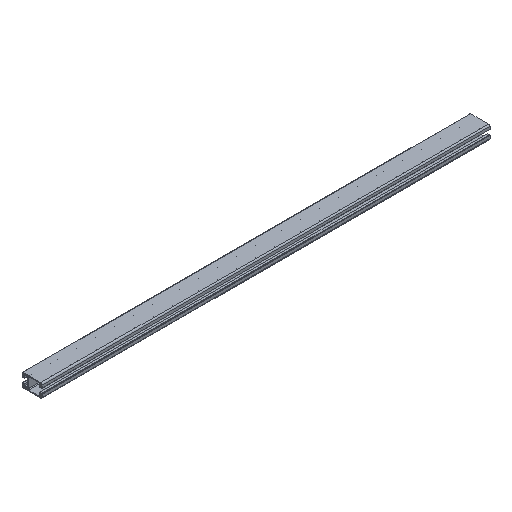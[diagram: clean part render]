
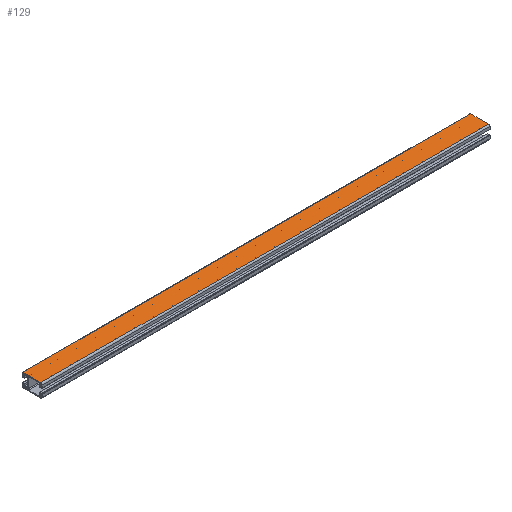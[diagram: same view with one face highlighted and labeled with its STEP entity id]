
A CAD part, isometric view. The second image highlights one B-rep face of the part: STEP entity #129.
In plain terms, the highlighted planar face has unit normal (0, 0, 1).
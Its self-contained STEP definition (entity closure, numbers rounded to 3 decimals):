
#129=ADVANCED_FACE('',(#262),#263,.T.);
#262=FACE_OUTER_BOUND('',#396,.T.);
#263=PLANE('',#397);
#396=EDGE_LOOP('',(#679,#680,#681,#682));
#397=AXIS2_PLACEMENT_3D('',#683,#684,#685);
#679=ORIENTED_EDGE('',*,*,#965,.T.);
#680=ORIENTED_EDGE('',*,*,#966,.F.);
#681=ORIENTED_EDGE('',*,*,#967,.T.);
#682=ORIENTED_EDGE('',*,*,#962,.T.);
#683=CARTESIAN_POINT('',(0.0,0.5,15.0));
#684=DIRECTION('',(0.0,0.0,1.0));
#685=DIRECTION('',(0.0,-1.0,0.0));
#962=EDGE_CURVE('',#1188,#1186,#1189,.T.);
#965=EDGE_CURVE('',#1186,#1192,#1193,.T.);
#966=EDGE_CURVE('',#1194,#1192,#1195,.T.);
#967=EDGE_CURVE('',#1194,#1188,#1196,.T.);
#1186=VERTEX_POINT('',#1506);
#1188=VERTEX_POINT('',#1508);
#1189=LINE('',#1509,#1510);
#1192=VERTEX_POINT('',#1513);
#1193=LINE('',#1514,#1515);
#1194=VERTEX_POINT('',#1516);
#1195=LINE('',#1517,#1518);
#1196=LINE('',#1519,#1520);
#1506=CARTESIAN_POINT('',(1000.0,-19.5,15.0));
#1508=CARTESIAN_POINT('',(0.0,-19.5,15.0));
#1509=CARTESIAN_POINT('',(0.0,-19.5,15.0));
#1510=VECTOR('',#1710,1.0);
#1513=CARTESIAN_POINT('',(1000.0,20.5,15.0));
#1514=CARTESIAN_POINT('',(1000.0,20.5,15.0));
#1515=VECTOR('',#1714,1.0);
#1516=CARTESIAN_POINT('',(0.0,20.5,15.0));
#1517=CARTESIAN_POINT('',(0.0,20.5,15.0));
#1518=VECTOR('',#1715,1.0);
#1519=CARTESIAN_POINT('',(0.0,20.5,15.0));
#1520=VECTOR('',#1716,1.0);
#1710=DIRECTION('',(1.0,0.0,0.0));
#1714=DIRECTION('',(-0.0,1.0,0.0));
#1715=DIRECTION('',(1.0,0.0,0.0));
#1716=DIRECTION('',(0.0,-1.0,0.0));
